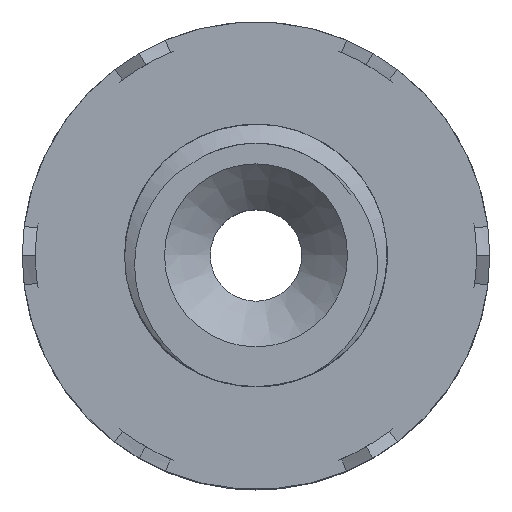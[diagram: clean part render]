
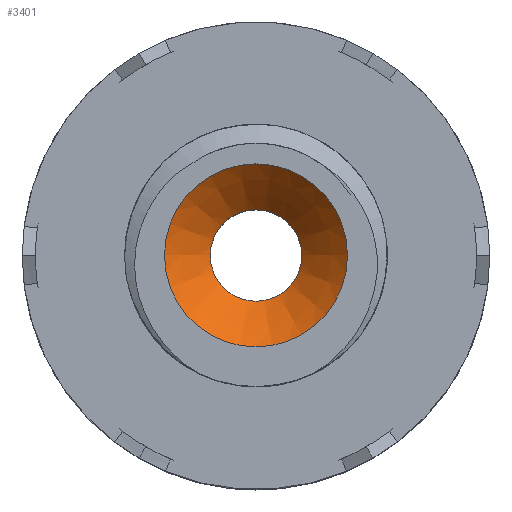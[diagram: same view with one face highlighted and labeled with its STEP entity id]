
A CAD part, top view. The second image highlights one B-rep face of the part: STEP entity #3401.
In plain terms, the highlighted conical face has half-angle 45 degrees and reference radius 2.062 mm.
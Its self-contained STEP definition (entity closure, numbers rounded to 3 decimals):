
#210=CONICAL_SURFACE('',#3658,2.063,0.785);
#231=FACE_OUTER_BOUND('',#452,.T.);
#452=EDGE_LOOP('',(#2328,#2329,#2330,#2331));
#704=CIRCLE('',#3659,2.75);
#705=CIRCLE('',#3660,1.375);
#1212=LINE('',#4561,#1262);
#1262=VECTOR('',#3851,2.063);
#1356=VERTEX_POINT('',#4558);
#1357=VERTEX_POINT('',#4560);
#1743=EDGE_CURVE('',#1356,#1356,#704,.T.);
#1744=EDGE_CURVE('',#1356,#1357,#1212,.T.);
#1745=EDGE_CURVE('',#1357,#1357,#705,.T.);
#2328=ORIENTED_EDGE('',*,*,#1743,.F.);
#2329=ORIENTED_EDGE('',*,*,#1744,.T.);
#2330=ORIENTED_EDGE('',*,*,#1745,.T.);
#2331=ORIENTED_EDGE('',*,*,#1744,.F.);
#3401=ADVANCED_FACE('',(#231),#210,.F.);
#3658=AXIS2_PLACEMENT_3D('',#4557,#3847,#3848);
#3659=AXIS2_PLACEMENT_3D('',#4559,#3849,#3850);
#3660=AXIS2_PLACEMENT_3D('',#4562,#3852,#3853);
#3847=DIRECTION('center_axis',(0.,0.,1.));
#3848=DIRECTION('ref_axis',(1.,0.,0.));
#3849=DIRECTION('center_axis',(0.,0.,-1.));
#3850=DIRECTION('ref_axis',(1.,0.,0.));
#3851=DIRECTION('',(0.707,0.,-0.707));
#3852=DIRECTION('center_axis',(0.,0.,-1.));
#3853=DIRECTION('ref_axis',(1.,0.,0.));
#4557=CARTESIAN_POINT('Origin',(0.,0.,14.813));
#4558=CARTESIAN_POINT('',(-2.75,0.,15.5));
#4559=CARTESIAN_POINT('Origin',(0.,0.,15.5));
#4560=CARTESIAN_POINT('',(-1.375,0.,14.125));
#4561=CARTESIAN_POINT('',(-2.063,0.,14.813));
#4562=CARTESIAN_POINT('Origin',(0.,0.,14.125));
